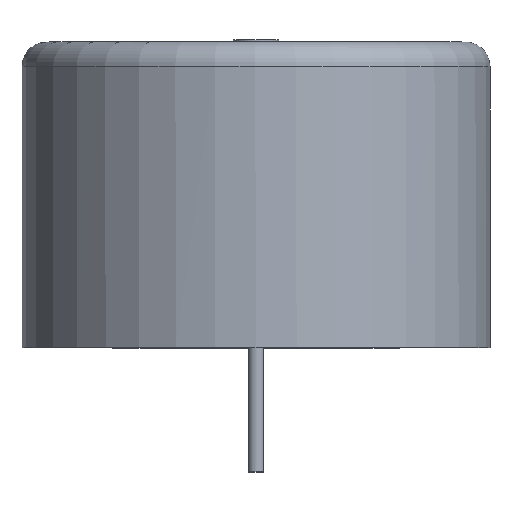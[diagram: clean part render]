
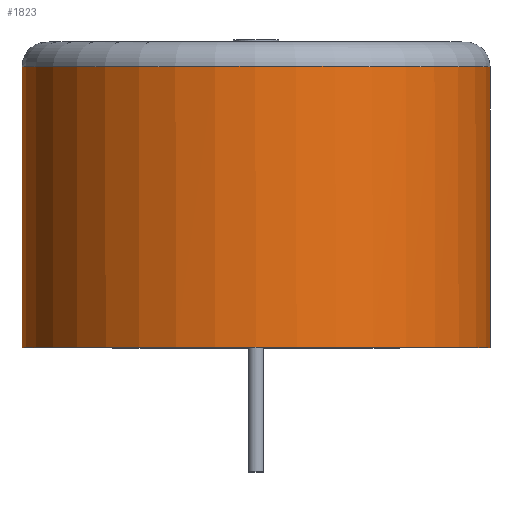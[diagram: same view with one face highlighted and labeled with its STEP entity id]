
A CAD part, top view. The second image highlights one B-rep face of the part: STEP entity #1823.
In plain terms, the highlighted cylindrical face has radius 12.25 mm (diameter 24.5 mm), a partial arc.
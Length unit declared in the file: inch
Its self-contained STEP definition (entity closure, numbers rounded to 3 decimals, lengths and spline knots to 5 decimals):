
#31 = CARTESIAN_POINT ( 'NONE',  ( 0.48228, 0.88189, 0. ) ) ;
#195 = ORIENTED_EDGE ( 'NONE', *, *, #2622, .F. ) ;
#258 = VERTEX_POINT ( 'NONE', #1136 ) ;
#262 = VECTOR ( 'NONE', #4542, 39.37008 ) ;
#316 = EDGE_CURVE ( 'NONE', #4699, #527, #2666, .T. ) ;
#352 = ORIENTED_EDGE ( 'NONE', *, *, #1490, .T. ) ;
#527 = VERTEX_POINT ( 'NONE', #4071 ) ;
#598 = VECTOR ( 'NONE', #1833, 39.37008 ) ;
#687 = DIRECTION ( 'NONE',  ( 0., 1., 0. ) ) ;
#693 = CARTESIAN_POINT ( 'NONE',  ( -0.48228, 0.88189, 0. ) ) ;
#717 = DIRECTION ( 'NONE',  ( 1., 0., 0. ) ) ;
#758 = CARTESIAN_POINT ( 'NONE',  ( 0., 0.25197, 0. ) ) ;
#842 = CIRCLE ( 'NONE', #3367, 0.48228 ) ;
#990 = CARTESIAN_POINT ( 'NONE',  ( 0., 0.83071, 0. ) ) ;
#1136 = CARTESIAN_POINT ( 'NONE',  ( -0.48228, 0.25197, 0. ) ) ;
#1455 = CARTESIAN_POINT ( 'NONE',  ( 0., 0.83071, 0. ) ) ;
#1490 = EDGE_CURVE ( 'NONE', #3531, #258, #4854, .T. ) ;
#1525 = FACE_OUTER_BOUND ( 'NONE', #1668, .T. ) ;
#1589 = VERTEX_POINT ( 'NONE', #3525 ) ;
#1668 = EDGE_LOOP ( 'NONE', ( #1892, #352, #195, #4486, #4346 ) ) ;
#1805 = DIRECTION ( 'NONE',  ( 0., -1., 0. ) ) ;
#1823 = ADVANCED_FACE ( 'NONE', ( #1525 ), #3716, .T. ) ;
#1833 = DIRECTION ( 'NONE',  ( 0., -1., 0. ) ) ;
#1892 = ORIENTED_EDGE ( 'NONE', *, *, #2594, .F. ) ;
#1941 = AXIS2_PLACEMENT_3D ( 'NONE', #4514, #4178, #2667 ) ;
#2021 = DIRECTION ( 'NONE',  ( 0., 1., 0. ) ) ;
#2594 = EDGE_CURVE ( 'NONE', #3531, #1589, #842, .T. ) ;
#2622 = EDGE_CURVE ( 'NONE', #527, #258, #4543, .T. ) ;
#2666 = LINE ( 'NONE', #31, #262 ) ;
#2667 = DIRECTION ( 'NONE',  ( 1., 0., 0. ) ) ;
#2700 = CARTESIAN_POINT ( 'NONE',  ( 0.48228, 0.83071, 0. ) ) ;
#2785 = EDGE_CURVE ( 'NONE', #1589, #4699, #3211, .T. ) ;
#3020 = CARTESIAN_POINT ( 'NONE',  ( -0.48228, 0.83071, 0. ) ) ;
#3211 = CIRCLE ( 'NONE', #4312, 0.48228 ) ;
#3367 = AXIS2_PLACEMENT_3D ( 'NONE', #1455, #687, #717 ) ;
#3375 = DIRECTION ( 'NONE',  ( -1., 0., 0. ) ) ;
#3525 = CARTESIAN_POINT ( 'NONE',  ( 0.48227, 0.83071, 0.00328 ) ) ;
#3531 = VERTEX_POINT ( 'NONE', #3020 ) ;
#3716 = CYLINDRICAL_SURFACE ( 'NONE', #1941, 0.48228 ) ;
#4071 = CARTESIAN_POINT ( 'NONE',  ( 0.48228, 0.25197, 0. ) ) ;
#4178 = DIRECTION ( 'NONE',  ( 0., -1., 0. ) ) ;
#4312 = AXIS2_PLACEMENT_3D ( 'NONE', #990, #2021, #4355 ) ;
#4346 = ORIENTED_EDGE ( 'NONE', *, *, #2785, .F. ) ;
#4355 = DIRECTION ( 'NONE',  ( 1., 0., 0. ) ) ;
#4486 = ORIENTED_EDGE ( 'NONE', *, *, #316, .F. ) ;
#4514 = CARTESIAN_POINT ( 'NONE',  ( 0., 0.88189, 0. ) ) ;
#4542 = DIRECTION ( 'NONE',  ( 0., -1., 0. ) ) ;
#4543 = CIRCLE ( 'NONE', #4701, 0.48228 ) ;
#4699 = VERTEX_POINT ( 'NONE', #2700 ) ;
#4701 = AXIS2_PLACEMENT_3D ( 'NONE', #758, #1805, #3375 ) ;
#4854 = LINE ( 'NONE', #693, #598 ) ;
